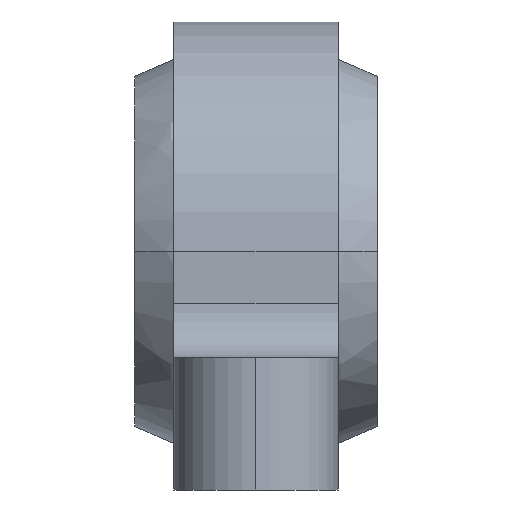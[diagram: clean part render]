
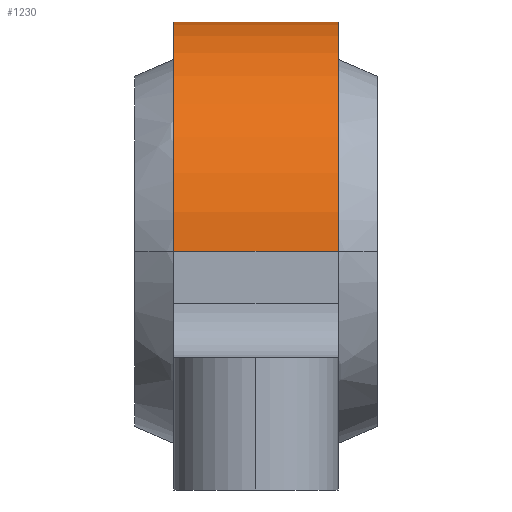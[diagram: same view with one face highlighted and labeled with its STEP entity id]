
A CAD part, left-side view. The second image highlights one B-rep face of the part: STEP entity #1230.
In plain terms, the highlighted cylindrical face has radius 21 mm (diameter 42 mm), a partial arc.
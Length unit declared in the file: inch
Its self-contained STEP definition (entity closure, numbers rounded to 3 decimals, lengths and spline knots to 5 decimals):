
#48 = AXIS2_PLACEMENT_3D ( 'NONE', #731, #883, #745 ) ;
#65 = ORIENTED_EDGE ( 'NONE', *, *, #958, .F. ) ;
#141 = CARTESIAN_POINT ( 'NONE',  ( 0., -0.29646, 0.00008 ) ) ;
#194 = ORIENTED_EDGE ( 'NONE', *, *, #1315, .T. ) ;
#318 = AXIS2_PLACEMENT_3D ( 'NONE', #141, #1152, #870 ) ;
#328 = ORIENTED_EDGE ( 'NONE', *, *, #334, .T. ) ;
#332 = DIRECTION ( 'NONE',  ( 0., 0., -1. ) ) ;
#334 = EDGE_CURVE ( 'NONE', #1209, #1781, #628, .T. ) ;
#492 = CARTESIAN_POINT ( 'NONE',  ( 0., 0.29646, 0.00008 ) ) ;
#505 = DIRECTION ( 'NONE',  ( 0., -1., 0. ) ) ;
#551 = VECTOR ( 'NONE', #1560, 39.37008 ) ;
#628 = CIRCLE ( 'NONE', #1170, 0.82677 ) ;
#670 = EDGE_CURVE ( 'NONE', #1064, #1781, #1196, .T. ) ;
#681 = VECTOR ( 'NONE', #719, 39.37008 ) ;
#682 = CIRCLE ( 'NONE', #318, 0.82677 ) ;
#719 = DIRECTION ( 'NONE',  ( 0., 1., 0. ) ) ;
#731 = CARTESIAN_POINT ( 'NONE',  ( 0., 0.29646, 0.00008 ) ) ;
#745 = DIRECTION ( 'NONE',  ( 0., 0., -1. ) ) ;
#814 = EDGE_LOOP ( 'NONE', ( #194, #328, #1624, #65 ) ) ;
#823 = CARTESIAN_POINT ( 'NONE',  ( 0.82677, -0.29646, 0. ) ) ;
#858 = LINE ( 'NONE', #1161, #681 ) ;
#870 = DIRECTION ( 'NONE',  ( 0., 0., -1. ) ) ;
#883 = DIRECTION ( 'NONE',  ( 0., -1., 0. ) ) ;
#888 = CARTESIAN_POINT ( 'NONE',  ( -0.82677, -0.29646, 0. ) ) ;
#906 = VERTEX_POINT ( 'NONE', #823 ) ;
#958 = EDGE_CURVE ( 'NONE', #906, #1064, #682, .T. ) ;
#1064 = VERTEX_POINT ( 'NONE', #888 ) ;
#1149 = CARTESIAN_POINT ( 'NONE',  ( -0.82677, 0.29646, 0. ) ) ;
#1152 = DIRECTION ( 'NONE',  ( 0., -1., 0. ) ) ;
#1161 = CARTESIAN_POINT ( 'NONE',  ( 0.82677, 0.29646, 0. ) ) ;
#1170 = AXIS2_PLACEMENT_3D ( 'NONE', #492, #505, #332 ) ;
#1196 = LINE ( 'NONE', #1705, #551 ) ;
#1209 = VERTEX_POINT ( 'NONE', #1534 ) ;
#1230 = ADVANCED_FACE ( 'NONE', ( #1401 ), #1612, .T. ) ;
#1315 = EDGE_CURVE ( 'NONE', #906, #1209, #858, .T. ) ;
#1401 = FACE_OUTER_BOUND ( 'NONE', #814, .T. ) ;
#1534 = CARTESIAN_POINT ( 'NONE',  ( 0.82677, 0.29646, 0. ) ) ;
#1560 = DIRECTION ( 'NONE',  ( 0., 1., 0. ) ) ;
#1612 = CYLINDRICAL_SURFACE ( 'NONE', #48, 0.82677 ) ;
#1624 = ORIENTED_EDGE ( 'NONE', *, *, #670, .F. ) ;
#1705 = CARTESIAN_POINT ( 'NONE',  ( -0.82677, 0.29646, 0. ) ) ;
#1781 = VERTEX_POINT ( 'NONE', #1149 ) ;
